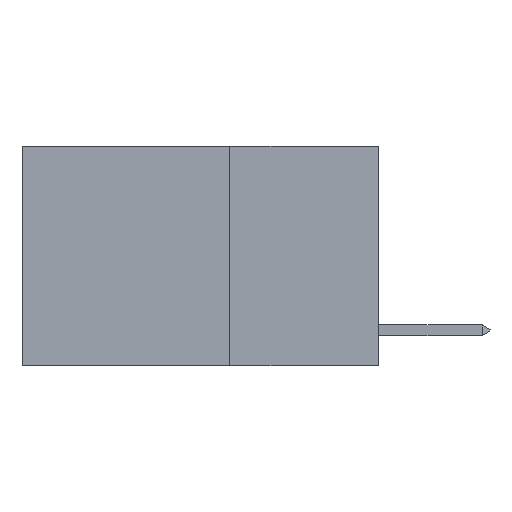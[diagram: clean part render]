
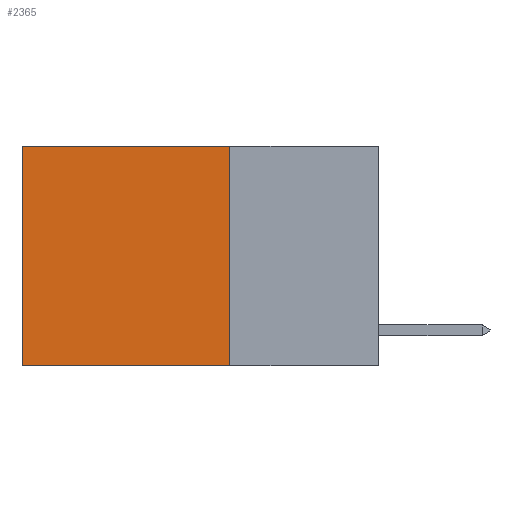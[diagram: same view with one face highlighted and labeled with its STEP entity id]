
A CAD part, left-side view. The second image highlights one B-rep face of the part: STEP entity #2365.
In plain terms, the highlighted planar face has unit normal (-1, 0, 0).
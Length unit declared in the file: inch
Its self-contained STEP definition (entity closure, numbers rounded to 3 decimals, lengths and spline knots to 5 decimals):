
#126 = ORIENTED_EDGE ( 'NONE', *, *, #1681, .F. ) ;
#295 = ORIENTED_EDGE ( 'NONE', *, *, #6478, .F. ) ;
#855 = PLANE ( 'NONE',  #5667 ) ;
#933 = VERTEX_POINT ( 'NONE', #1960 ) ;
#1173 = LINE ( 'NONE', #4937, #4636 ) ;
#1681 = EDGE_CURVE ( 'NONE', #933, #7561, #2492, .T. ) ;
#1884 = DIRECTION ( 'NONE',  ( 0., 0., -1. ) ) ;
#1943 = VECTOR ( 'NONE', #6469, 39.37008 ) ;
#1960 = CARTESIAN_POINT ( 'NONE',  ( 0.2625, 0.25, -0.37 ) ) ;
#2240 = VECTOR ( 'NONE', #6366, 39.37008 ) ;
#2365 = ADVANCED_FACE ( 'NONE', ( #6821 ), #855, .F. ) ;
#2492 = LINE ( 'NONE', #4558, #5960 ) ;
#3109 = CARTESIAN_POINT ( 'NONE',  ( 0.2625, 0.6, 0. ) ) ;
#4477 = EDGE_CURVE ( 'NONE', #7598, #7801, #7844, .T. ) ;
#4489 = CARTESIAN_POINT ( 'NONE',  ( 0.2625, 0.25, 0. ) ) ;
#4558 = CARTESIAN_POINT ( 'NONE',  ( 0.2625, 0.25, -0.37 ) ) ;
#4636 = VECTOR ( 'NONE', #1884, 39.37008 ) ;
#4889 = CARTESIAN_POINT ( 'NONE',  ( 0.2625, 0.25, 0. ) ) ;
#4937 = CARTESIAN_POINT ( 'NONE',  ( 0.2625, 0.6, 0. ) ) ;
#5188 = CARTESIAN_POINT ( 'NONE',  ( 0.2625, 0.6, -0.37 ) ) ;
#5470 = LINE ( 'NONE', #4889, #2240 ) ;
#5667 = AXIS2_PLACEMENT_3D ( 'NONE', #4489, #7429, #6064 ) ;
#5960 = VECTOR ( 'NONE', #8968, 39.37008 ) ;
#6064 = DIRECTION ( 'NONE',  ( 0., 0., -1. ) ) ;
#6366 = DIRECTION ( 'NONE',  ( 0., 0., -1. ) ) ;
#6469 = DIRECTION ( 'NONE',  ( 0., 1., 0. ) ) ;
#6478 = EDGE_CURVE ( 'NONE', #7598, #933, #5470, .T. ) ;
#6565 = CARTESIAN_POINT ( 'NONE',  ( 0.2625, 0.25, 0. ) ) ;
#6821 = FACE_OUTER_BOUND ( 'NONE', #8104, .T. ) ;
#7429 = DIRECTION ( 'NONE',  ( 1., 0., 0. ) ) ;
#7561 = VERTEX_POINT ( 'NONE', #5188 ) ;
#7598 = VERTEX_POINT ( 'NONE', #8641 ) ;
#7801 = VERTEX_POINT ( 'NONE', #3109 ) ;
#7844 = LINE ( 'NONE', #6565, #1943 ) ;
#7952 = EDGE_CURVE ( 'NONE', #7801, #7561, #1173, .T. ) ;
#8104 = EDGE_LOOP ( 'NONE', ( #8255, #126, #295, #8905 ) ) ;
#8255 = ORIENTED_EDGE ( 'NONE', *, *, #7952, .T. ) ;
#8641 = CARTESIAN_POINT ( 'NONE',  ( 0.2625, 0.25, 0. ) ) ;
#8905 = ORIENTED_EDGE ( 'NONE', *, *, #4477, .T. ) ;
#8968 = DIRECTION ( 'NONE',  ( 0., 1., 0. ) ) ;
